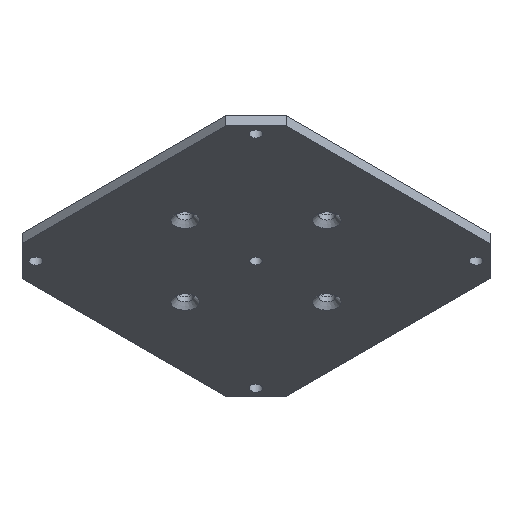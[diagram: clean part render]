
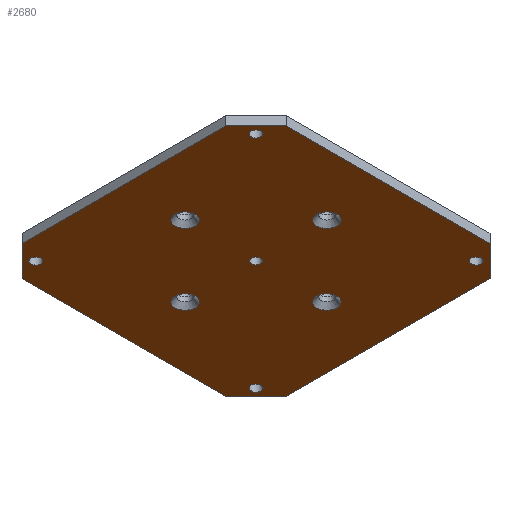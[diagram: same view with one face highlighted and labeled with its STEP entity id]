
A CAD part, left-side view. The second image highlights one B-rep face of the part: STEP entity #2680.
In plain terms, the highlighted planar face has unit normal (-0.577, 0, -0.817).
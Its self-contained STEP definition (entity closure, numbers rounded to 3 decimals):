
#2215=CARTESIAN_POINT('',(4.526,59.397,-7.071));
#2216=VERTEX_POINT('',#2215);
#2217=CARTESIAN_POINT('',(46.673,7.778,-36.873));
#2218=VERTEX_POINT('',#2217);
#2219=CARTESIAN_POINT('',(4.526,59.397,-7.071));
#2220=DIRECTION('',(0.577,-0.707,-0.408));
#2221=VECTOR('',#2220,73.);
#2222=LINE('',#2219,#2221);
#2223=EDGE_CURVE('',#2216,#2218,#2222,.T.);
#2255=CARTESIAN_POINT('',(46.673,-7.778,-36.873));
#2256=VERTEX_POINT('',#2255);
#2257=CARTESIAN_POINT('',(4.526,-59.397,-7.071));
#2258=VERTEX_POINT('',#2257);
#2259=CARTESIAN_POINT('',(46.673,-7.778,-36.873));
#2260=DIRECTION('',(-0.577,-0.707,0.408));
#2261=VECTOR('',#2260,73.);
#2262=LINE('',#2259,#2261);
#2263=EDGE_CURVE('',#2256,#2258,#2262,.T.);
#2305=CARTESIAN_POINT('',(-50.322,-7.778,31.712));
#2306=VERTEX_POINT('',#2305);
#2313=CARTESIAN_POINT('',(-8.175,-59.397,1.91));
#2314=VERTEX_POINT('',#2313);
#2315=CARTESIAN_POINT('',(-8.175,-59.397,1.91));
#2316=DIRECTION('',(-0.577,0.707,0.408));
#2317=VECTOR('',#2316,73.);
#2318=LINE('',#2315,#2317);
#2319=EDGE_CURVE('',#2314,#2306,#2318,.T.);
#2337=CARTESIAN_POINT('',(-0.798,-54.604,-3.306));
#2338=VERTEX_POINT('',#2337);
#2362=CARTESIAN_POINT('',(-3.276,-55.861,-1.554));
#2363=VERTEX_POINT('',#2362);
#2364=CARTESIAN_POINT('',(-1.824,-55.861,-2.581));
#2365=DIRECTION('',(-0.577,0.,-0.817));
#2366=DIRECTION('',(-0.817,0.,0.577));
#2367=AXIS2_PLACEMENT_3D('',#2364,#2365,#2366);
#2368=CIRCLE('',#2367,1.778);
#2369=EDGE_CURVE('',#2338,#2363,#2368,.T.);
#2371=CARTESIAN_POINT('',(-1.824,-55.861,-2.581));
#2372=DIRECTION('',(-0.577,0.,-0.817));
#2373=DIRECTION('',(-0.817,0.,0.577));
#2374=AXIS2_PLACEMENT_3D('',#2371,#2372,#2373);
#2375=CIRCLE('',#2374,1.778);
#2376=EDGE_CURVE('',#2363,#2338,#2375,.T.);
#2388=CARTESIAN_POINT('',(-46.409,1.257,28.945));
#2389=VERTEX_POINT('',#2388);
#2413=CARTESIAN_POINT('',(-48.887,0.,30.697));
#2414=VERTEX_POINT('',#2413);
#2415=CARTESIAN_POINT('',(-47.435,0.,29.671));
#2416=DIRECTION('',(-0.577,0.,-0.817));
#2417=DIRECTION('',(-0.817,0.,0.577));
#2418=AXIS2_PLACEMENT_3D('',#2415,#2416,#2417);
#2419=CIRCLE('',#2418,1.778);
#2420=EDGE_CURVE('',#2389,#2414,#2419,.T.);
#2422=CARTESIAN_POINT('',(-47.435,0.,29.671));
#2423=DIRECTION('',(-0.577,0.,-0.817));
#2424=DIRECTION('',(-0.817,0.,0.577));
#2425=AXIS2_PLACEMENT_3D('',#2422,#2423,#2424);
#2426=CIRCLE('',#2425,1.778);
#2427=EDGE_CURVE('',#2414,#2389,#2426,.T.);
#2439=CARTESIAN_POINT('',(-0.798,57.119,-3.306));
#2440=VERTEX_POINT('',#2439);
#2464=CARTESIAN_POINT('',(-3.276,55.861,-1.554));
#2465=VERTEX_POINT('',#2464);
#2466=CARTESIAN_POINT('',(-1.824,55.861,-2.581));
#2467=DIRECTION('',(-0.577,0.,-0.817));
#2468=DIRECTION('',(-0.817,0.,0.577));
#2469=AXIS2_PLACEMENT_3D('',#2466,#2467,#2468);
#2470=CIRCLE('',#2469,1.778);
#2471=EDGE_CURVE('',#2440,#2465,#2470,.T.);
#2473=CARTESIAN_POINT('',(-1.824,55.861,-2.581));
#2474=DIRECTION('',(-0.577,0.,-0.817));
#2475=DIRECTION('',(-0.817,0.,0.577));
#2476=AXIS2_PLACEMENT_3D('',#2473,#2474,#2475);
#2477=CIRCLE('',#2476,1.778);
#2478=EDGE_CURVE('',#2465,#2440,#2477,.T.);
#2490=CARTESIAN_POINT('',(44.813,1.257,-35.558));
#2491=VERTEX_POINT('',#2490);
#2515=CARTESIAN_POINT('',(42.335,-0.,-33.805));
#2516=VERTEX_POINT('',#2515);
#2517=CARTESIAN_POINT('',(43.787,-0.,-34.832));
#2518=DIRECTION('',(-0.577,0.,-0.817));
#2519=DIRECTION('',(-0.817,0.,0.577));
#2520=AXIS2_PLACEMENT_3D('',#2517,#2518,#2519);
#2521=CIRCLE('',#2520,1.778);
#2522=EDGE_CURVE('',#2491,#2516,#2521,.T.);
#2524=CARTESIAN_POINT('',(43.787,-0.,-34.832));
#2525=DIRECTION('',(-0.577,0.,-0.817));
#2526=DIRECTION('',(-0.817,0.,0.577));
#2527=AXIS2_PLACEMENT_3D('',#2524,#2525,#2526);
#2528=CIRCLE('',#2527,1.778);
#2529=EDGE_CURVE('',#2516,#2491,#2528,.T.);
#2539=CARTESIAN_POINT('',(-50.322,7.778,31.712));
#2540=VERTEX_POINT('',#2539);
#2541=CARTESIAN_POINT('',(-8.175,59.397,1.91));
#2542=VERTEX_POINT('',#2541);
#2543=CARTESIAN_POINT('',(-50.322,7.778,31.712));
#2544=DIRECTION('',(0.577,0.707,-0.408));
#2545=VECTOR('',#2544,73.);
#2546=LINE('',#2543,#2545);
#2547=EDGE_CURVE('',#2540,#2542,#2546,.T.);
#2574=CARTESIAN_POINT('',(-1.824,-0.,-2.581));
#2575=DIRECTION('',(-0.577,0.,-0.817));
#2576=DIRECTION('',(-0.577,-0.707,0.408));
#2577=AXIS2_PLACEMENT_3D('',#2574,#2575,#2576);
#2578=PLANE('',#2577);
#2579=CARTESIAN_POINT('',(-3.152,-0.,-1.642));
#2580=VERTEX_POINT('',#2579);
#2581=CARTESIAN_POINT('',(-1.824,-0.,-2.581));
#2582=DIRECTION('',(-0.577,0.,-0.817));
#2583=DIRECTION('',(-0.817,0.,0.577));
#2584=AXIS2_PLACEMENT_3D('',#2581,#2582,#2583);
#2585=CIRCLE('',#2584,1.626);
#2586=EDGE_CURVE('',#2580,#2580,#2585,.T.);
#2587=ORIENTED_EDGE('',*,*,#2586,.F.);
#2588=EDGE_LOOP('',(#2587));
#2589=FACE_BOUND('',#2588,.T.);
#2590=CARTESIAN_POINT('',(-19.484,18.,9.907));
#2591=VERTEX_POINT('',#2590);
#2592=CARTESIAN_POINT('',(-16.521,18.,7.812));
#2593=DIRECTION('',(0.577,-0.,0.817));
#2594=DIRECTION('',(-0.817,0.,0.577));
#2595=AXIS2_PLACEMENT_3D('',#2592,#2593,#2594);
#2596=CIRCLE('',#2595,3.629);
#2597=EDGE_CURVE('',#2591,#2591,#2596,.T.);
#2598=ORIENTED_EDGE('',*,*,#2597,.T.);
#2599=EDGE_LOOP('',(#2598));
#2600=FACE_BOUND('',#2599,.T.);
#2601=CARTESIAN_POINT('',(9.91,18.,-10.878));
#2602=VERTEX_POINT('',#2601);
#2603=CARTESIAN_POINT('',(12.873,18.,-12.973));
#2604=DIRECTION('',(0.577,-0.,0.817));
#2605=DIRECTION('',(-0.817,0.,0.577));
#2606=AXIS2_PLACEMENT_3D('',#2603,#2604,#2605);
#2607=CIRCLE('',#2606,3.629);
#2608=EDGE_CURVE('',#2602,#2602,#2607,.T.);
#2609=ORIENTED_EDGE('',*,*,#2608,.T.);
#2610=EDGE_LOOP('',(#2609));
#2611=FACE_BOUND('',#2610,.T.);
#2612=CARTESIAN_POINT('',(9.91,-18.,-10.878));
#2613=VERTEX_POINT('',#2612);
#2614=CARTESIAN_POINT('',(12.873,-18.,-12.973));
#2615=DIRECTION('',(0.577,-0.,0.817));
#2616=DIRECTION('',(-0.817,0.,0.577));
#2617=AXIS2_PLACEMENT_3D('',#2614,#2615,#2616);
#2618=CIRCLE('',#2617,3.629);
#2619=EDGE_CURVE('',#2613,#2613,#2618,.T.);
#2620=ORIENTED_EDGE('',*,*,#2619,.T.);
#2621=EDGE_LOOP('',(#2620));
#2622=FACE_BOUND('',#2621,.T.);
#2623=CARTESIAN_POINT('',(-19.484,-18.,9.907));
#2624=VERTEX_POINT('',#2623);
#2625=CARTESIAN_POINT('',(-16.521,-18.,7.812));
#2626=DIRECTION('',(0.577,-0.,0.817));
#2627=DIRECTION('',(-0.817,0.,0.577));
#2628=AXIS2_PLACEMENT_3D('',#2625,#2626,#2627);
#2629=CIRCLE('',#2628,3.629);
#2630=EDGE_CURVE('',#2624,#2624,#2629,.T.);
#2631=ORIENTED_EDGE('',*,*,#2630,.T.);
#2632=EDGE_LOOP('',(#2631));
#2633=FACE_BOUND('',#2632,.T.);
#2634=ORIENTED_EDGE('',*,*,#2522,.F.);
#2635=ORIENTED_EDGE('',*,*,#2529,.F.);
#2636=EDGE_LOOP('',(#2634,#2635));
#2637=FACE_BOUND('',#2636,.T.);
#2638=ORIENTED_EDGE('',*,*,#2471,.F.);
#2639=ORIENTED_EDGE('',*,*,#2478,.F.);
#2640=EDGE_LOOP('',(#2638,#2639));
#2641=FACE_BOUND('',#2640,.T.);
#2642=ORIENTED_EDGE('',*,*,#2420,.F.);
#2643=ORIENTED_EDGE('',*,*,#2427,.F.);
#2644=EDGE_LOOP('',(#2642,#2643));
#2645=FACE_BOUND('',#2644,.T.);
#2646=ORIENTED_EDGE('',*,*,#2369,.F.);
#2647=ORIENTED_EDGE('',*,*,#2376,.F.);
#2648=EDGE_LOOP('',(#2646,#2647));
#2649=FACE_BOUND('',#2648,.T.);
#2650=ORIENTED_EDGE('',*,*,#2319,.T.);
#2651=CARTESIAN_POINT('',(-50.322,-7.778,31.712));
#2652=DIRECTION('',(0.,1.,-0.));
#2653=VECTOR('',#2652,15.556);
#2654=LINE('',#2651,#2653);
#2655=EDGE_CURVE('',#2306,#2540,#2654,.T.);
#2656=ORIENTED_EDGE('',*,*,#2655,.T.);
#2657=ORIENTED_EDGE('',*,*,#2547,.T.);
#2658=CARTESIAN_POINT('',(-8.175,59.397,1.91));
#2659=DIRECTION('',(0.817,-0.,-0.577));
#2660=VECTOR('',#2659,15.556);
#2661=LINE('',#2658,#2660);
#2662=EDGE_CURVE('',#2542,#2216,#2661,.T.);
#2663=ORIENTED_EDGE('',*,*,#2662,.T.);
#2664=ORIENTED_EDGE('',*,*,#2223,.T.);
#2665=CARTESIAN_POINT('',(46.673,7.778,-36.873));
#2666=DIRECTION('',(-0.,-1.,0.));
#2667=VECTOR('',#2666,15.556);
#2668=LINE('',#2665,#2667);
#2669=EDGE_CURVE('',#2218,#2256,#2668,.T.);
#2670=ORIENTED_EDGE('',*,*,#2669,.T.);
#2671=ORIENTED_EDGE('',*,*,#2263,.T.);
#2672=CARTESIAN_POINT('',(4.526,-59.397,-7.071));
#2673=DIRECTION('',(-0.817,0.,0.577));
#2674=VECTOR('',#2673,15.556);
#2675=LINE('',#2672,#2674);
#2676=EDGE_CURVE('',#2258,#2314,#2675,.T.);
#2677=ORIENTED_EDGE('',*,*,#2676,.T.);
#2678=EDGE_LOOP('',(#2650,#2656,#2657,#2663,#2664,#2670,#2671,#2677));
#2679=FACE_BOUND('',#2678,.T.);
#2680=ADVANCED_FACE('',(#2589,#2600,#2611,#2622,#2633,#2637,#2641,#2645,#2649,#2679),#2578,.T.);
